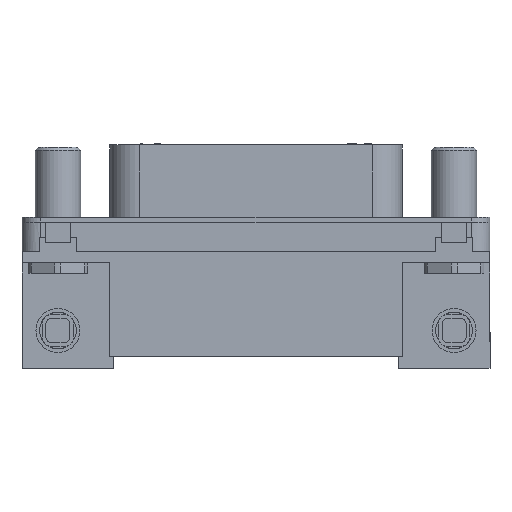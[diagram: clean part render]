
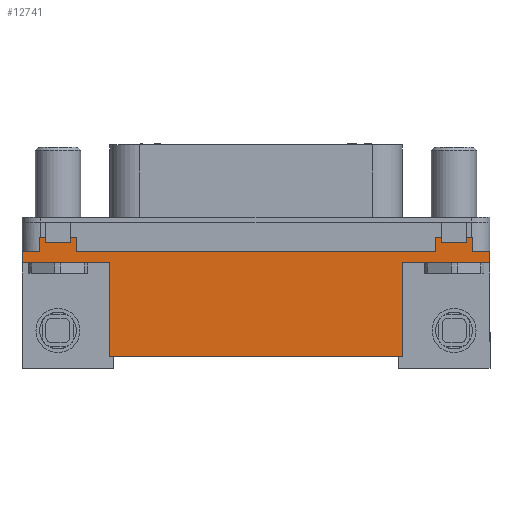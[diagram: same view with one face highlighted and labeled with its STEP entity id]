
A CAD part, top view. The second image highlights one B-rep face of the part: STEP entity #12741.
In plain terms, the highlighted face is planar.
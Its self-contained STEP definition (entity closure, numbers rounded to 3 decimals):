
#1224=LINE('',#21033,#2556);
#1341=LINE('',#21285,#2673);
#1367=LINE('',#21334,#2699);
#1376=LINE('',#21350,#2708);
#1377=LINE('',#21352,#2709);
#1379=LINE('',#21359,#2711);
#1381=LINE('',#21365,#2713);
#1382=LINE('',#21367,#2714);
#1383=LINE('',#21368,#2715);
#1384=LINE('',#21369,#2716);
#1385=LINE('',#21371,#2717);
#1386=LINE('',#21373,#2718);
#1387=LINE('',#21375,#2719);
#1388=LINE('',#21377,#2720);
#1389=LINE('',#21379,#2721);
#1390=LINE('',#21380,#2722);
#2556=VECTOR('',#17139,3.175);
#2673=VECTOR('',#17350,0.965);
#2699=VECTOR('',#17398,24.638);
#2708=VECTOR('',#17411,7.849);
#2709=VECTOR('',#17414,7.366);
#2711=VECTOR('',#17420,7.366);
#2713=VECTOR('',#17426,1.194);
#2714=VECTOR('',#17427,1.435);
#2715=VECTOR('',#17428,0.965);
#2716=VECTOR('',#17429,7.849);
#2717=VECTOR('',#17430,1.435);
#2718=VECTOR('',#17431,1.194);
#2719=VECTOR('',#17432,3.175);
#2720=VECTOR('',#17433,1.194);
#2721=VECTOR('',#17434,30.15);
#2722=VECTOR('',#17435,1.194);
#3910=FACE_OUTER_BOUND('',#4792,.T.);
#4792=EDGE_LOOP('',(#11371,#11372,#11373,#11374,#11375,#11376,#11377,#11378,
#11379,#11380,#11381,#11382,#11383,#11384,#11385,#11386));
#6232=VERTEX_POINT('',#21030);
#6233=VERTEX_POINT('',#21032);
#6320=VERTEX_POINT('',#21282);
#6321=VERTEX_POINT('',#21284);
#6332=VERTEX_POINT('',#21331);
#6333=VERTEX_POINT('',#21333);
#6338=VERTEX_POINT('',#21348);
#6340=VERTEX_POINT('',#21356);
#6341=VERTEX_POINT('',#21358);
#6343=VERTEX_POINT('',#21364);
#6344=VERTEX_POINT('',#21366);
#6345=VERTEX_POINT('',#21370);
#6346=VERTEX_POINT('',#21372);
#6347=VERTEX_POINT('',#21374);
#6348=VERTEX_POINT('',#21376);
#6349=VERTEX_POINT('',#21378);
#7866=EDGE_CURVE('',#6233,#6232,#1224,.T.);
#7993=EDGE_CURVE('',#6321,#6320,#1341,.T.);
#8019=EDGE_CURVE('',#6332,#6333,#1367,.T.);
#8028=EDGE_CURVE('',#6332,#6338,#1376,.T.);
#8029=EDGE_CURVE('',#6321,#6338,#1377,.T.);
#8032=EDGE_CURVE('',#6340,#6341,#1379,.T.);
#8035=EDGE_CURVE('',#6232,#6343,#1381,.T.);
#8036=EDGE_CURVE('',#6343,#6344,#1382,.T.);
#8037=EDGE_CURVE('',#6341,#6344,#1383,.T.);
#8038=EDGE_CURVE('',#6333,#6340,#1384,.T.);
#8039=EDGE_CURVE('',#6320,#6345,#1385,.T.);
#8040=EDGE_CURVE('',#6345,#6346,#1386,.T.);
#8041=EDGE_CURVE('',#6346,#6347,#1387,.T.);
#8042=EDGE_CURVE('',#6347,#6348,#1388,.T.);
#8043=EDGE_CURVE('',#6348,#6349,#1389,.T.);
#8044=EDGE_CURVE('',#6349,#6233,#1390,.T.);
#11371=ORIENTED_EDGE('',*,*,#7866,.T.);
#11372=ORIENTED_EDGE('',*,*,#8035,.T.);
#11373=ORIENTED_EDGE('',*,*,#8036,.T.);
#11374=ORIENTED_EDGE('',*,*,#8037,.F.);
#11375=ORIENTED_EDGE('',*,*,#8032,.F.);
#11376=ORIENTED_EDGE('',*,*,#8038,.F.);
#11377=ORIENTED_EDGE('',*,*,#8019,.F.);
#11378=ORIENTED_EDGE('',*,*,#8028,.T.);
#11379=ORIENTED_EDGE('',*,*,#8029,.F.);
#11380=ORIENTED_EDGE('',*,*,#7993,.T.);
#11381=ORIENTED_EDGE('',*,*,#8039,.T.);
#11382=ORIENTED_EDGE('',*,*,#8040,.T.);
#11383=ORIENTED_EDGE('',*,*,#8041,.T.);
#11384=ORIENTED_EDGE('',*,*,#8042,.T.);
#11385=ORIENTED_EDGE('',*,*,#8043,.T.);
#11386=ORIENTED_EDGE('',*,*,#8044,.T.);
#12003=PLANE('',#13899);
#12741=ADVANCED_FACE('',(#3910),#12003,.T.);
#13899=AXIS2_PLACEMENT_3D('',#21363,#17424,#17425);
#17139=DIRECTION('',(1.,0.,0.));
#17350=DIRECTION('',(0.,0.,1.));
#17398=DIRECTION('',(1.,0.,0.));
#17411=DIRECTION('',(0.,0.,1.));
#17414=DIRECTION('',(1.,0.,0.));
#17420=DIRECTION('',(1.,0.,0.));
#17424=DIRECTION('center_axis',(0.,1.,0.));
#17425=DIRECTION('ref_axis',(0.,0.,1.));
#17426=DIRECTION('',(0.,0.,-1.));
#17427=DIRECTION('',(1.,0.,0.));
#17428=DIRECTION('',(0.,0.,1.));
#17429=DIRECTION('',(0.,0.,1.));
#17430=DIRECTION('',(1.,0.,0.));
#17431=DIRECTION('',(0.,0.,1.));
#17432=DIRECTION('',(1.,0.,0.));
#17433=DIRECTION('',(0.,0.,-1.));
#17434=DIRECTION('',(1.,0.,0.));
#17435=DIRECTION('',(0.,0.,1.));
#21030=CARTESIAN_POINT('',(18.25,3.302,-7.757));
#21032=CARTESIAN_POINT('',(15.075,3.302,-7.757));
#21033=CARTESIAN_POINT('',(15.075,3.302,-7.757));
#21282=CARTESIAN_POINT('',(-19.685,3.302,-8.951));
#21284=CARTESIAN_POINT('',(-19.685,3.302,-9.916));
#21285=CARTESIAN_POINT('',(-19.685,3.302,-9.916));
#21331=CARTESIAN_POINT('',(-12.319,3.302,-17.765));
#21333=CARTESIAN_POINT('',(12.319,3.302,-17.765));
#21334=CARTESIAN_POINT('',(-12.319,3.302,-17.765));
#21348=CARTESIAN_POINT('',(-12.319,3.302,-9.916));
#21350=CARTESIAN_POINT('',(-12.319,3.302,-17.765));
#21352=CARTESIAN_POINT('',(-19.685,3.302,-9.916));
#21356=CARTESIAN_POINT('',(12.319,3.302,-9.916));
#21358=CARTESIAN_POINT('',(19.685,3.302,-9.916));
#21359=CARTESIAN_POINT('',(12.319,3.302,-9.916));
#21363=CARTESIAN_POINT('Origin',(-12.319,3.302,-17.765));
#21364=CARTESIAN_POINT('',(18.25,3.302,-8.951));
#21365=CARTESIAN_POINT('',(18.25,3.302,-7.757));
#21366=CARTESIAN_POINT('',(19.685,3.302,-8.951));
#21367=CARTESIAN_POINT('',(18.25,3.302,-8.951));
#21368=CARTESIAN_POINT('',(19.685,3.302,-9.916));
#21369=CARTESIAN_POINT('',(12.319,3.302,-17.765));
#21370=CARTESIAN_POINT('',(-18.25,3.302,-8.951));
#21371=CARTESIAN_POINT('',(-19.685,3.302,-8.951));
#21372=CARTESIAN_POINT('',(-18.25,3.302,-7.757));
#21373=CARTESIAN_POINT('',(-18.25,3.302,-8.951));
#21374=CARTESIAN_POINT('',(-15.075,3.302,-7.757));
#21375=CARTESIAN_POINT('',(-18.25,3.302,-7.757));
#21376=CARTESIAN_POINT('',(-15.075,3.302,-8.951));
#21377=CARTESIAN_POINT('',(-15.075,3.302,-7.757));
#21378=CARTESIAN_POINT('',(15.075,3.302,-8.951));
#21379=CARTESIAN_POINT('',(-15.075,3.302,-8.951));
#21380=CARTESIAN_POINT('',(15.075,3.302,-8.951));
